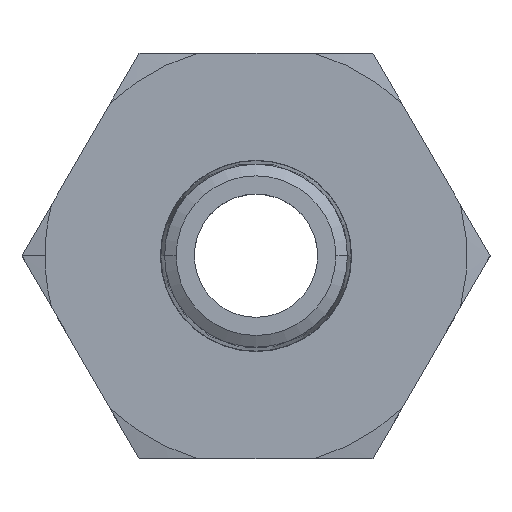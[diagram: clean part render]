
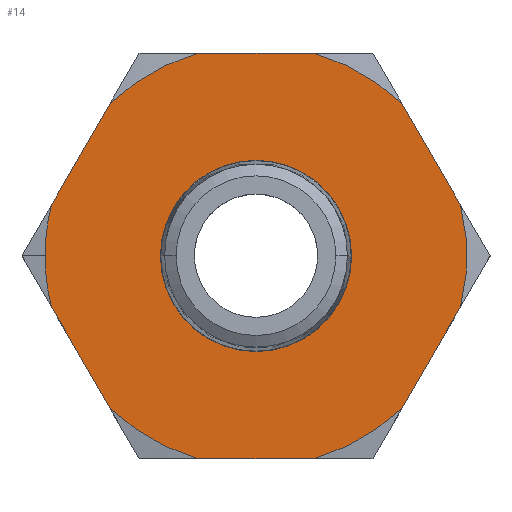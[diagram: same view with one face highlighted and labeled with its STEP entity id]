
A CAD part, top view. The second image highlights one B-rep face of the part: STEP entity #14.
In plain terms, the highlighted planar face has unit normal (0, 0, 1).
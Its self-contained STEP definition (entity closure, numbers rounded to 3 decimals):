
#7 = ORIENTED_EDGE ( 'NONE', *, *, #112, .F. ) ;
#14 = ADVANCED_FACE ( 'NONE', ( #300, #299 ), #302, .F. ) ;
#31 = VERTEX_POINT ( 'NONE', #347 ) ;
#32 = EDGE_CURVE ( 'NONE', #1685, #1724, #334, .T. ) ;
#33 = ORIENTED_EDGE ( 'NONE', *, *, #1722, .T. ) ;
#43 = EDGE_CURVE ( 'NONE', #31, #44, #378, .T. ) ;
#44 = VERTEX_POINT ( 'NONE', #369 ) ;
#46 = EDGE_LOOP ( 'NONE', ( #7, #68 ) ) ;
#54 = ORIENTED_EDGE ( 'NONE', *, *, #56, .T. ) ;
#56 = EDGE_CURVE ( 'NONE', #1714, #1710, #450, .T. ) ;
#58 = EDGE_CURVE ( 'NONE', #1624, #157, #405, .T. ) ;
#59 = ORIENTED_EDGE ( 'NONE', *, *, #1678, .F. ) ;
#60 = EDGE_LOOP ( 'NONE', ( #54, #59, #61, #33, #76, #62, #70, #69, #92, #95, #80, #87, #86 ) ) ;
#61 = ORIENTED_EDGE ( 'NONE', *, *, #32, .T. ) ;
#62 = ORIENTED_EDGE ( 'NONE', *, *, #58, .T. ) ;
#63 = EDGE_CURVE ( 'NONE', #170, #159, #402, .T. ) ;
#68 = ORIENTED_EDGE ( 'NONE', *, *, #43, .F. ) ;
#69 = ORIENTED_EDGE ( 'NONE', *, *, #63, .T. ) ;
#70 = ORIENTED_EDGE ( 'NONE', *, *, #175, .F. ) ;
#76 = ORIENTED_EDGE ( 'NONE', *, *, #1652, .F. ) ;
#80 = ORIENTED_EDGE ( 'NONE', *, *, #798, .F. ) ;
#82 = EDGE_CURVE ( 'NONE', #164, #829, #449, .T. ) ;
#85 = EDGE_CURVE ( 'NONE', #1602, #768, #473, .T. ) ;
#86 = ORIENTED_EDGE ( 'NONE', *, *, #786, .F. ) ;
#87 = ORIENTED_EDGE ( 'NONE', *, *, #85, .T. ) ;
#92 = ORIENTED_EDGE ( 'NONE', *, *, #158, .F. ) ;
#95 = ORIENTED_EDGE ( 'NONE', *, *, #82, .T. ) ;
#112 = EDGE_CURVE ( 'NONE', #44, #31, #497, .T. ) ;
#157 = VERTEX_POINT ( 'NONE', #596 ) ;
#158 = EDGE_CURVE ( 'NONE', #164, #159, #579, .T. ) ;
#159 = VERTEX_POINT ( 'NONE', #573 ) ;
#164 = VERTEX_POINT ( 'NONE', #633 ) ;
#170 = VERTEX_POINT ( 'NONE', #645 ) ;
#175 = EDGE_CURVE ( 'NONE', #170, #157, #646, .T. ) ;
#299 = FACE_OUTER_BOUND ( 'NONE', #60, .T. ) ;
#300 = FACE_BOUND ( 'NONE', #46, .T. ) ;
#301 = AXIS2_PLACEMENT_3D ( 'NONE', #313, #312, #311 ) ;
#302 = PLANE ( 'NONE',  #301 ) ;
#311 = DIRECTION ( 'NONE',  ( -1., 0., 0. ) ) ;
#312 = DIRECTION ( 'NONE',  ( 0., 0., -1. ) ) ;
#313 = CARTESIAN_POINT ( 'NONE',  ( 0., 26.558, 8.069 ) ) ;
#330 = DIRECTION ( 'NONE',  ( 1., 0., 0. ) ) ;
#331 = DIRECTION ( 'NONE',  ( 0., 0., 1. ) ) ;
#332 = CARTESIAN_POINT ( 'NONE',  ( 0., 0., 8.069 ) ) ;
#333 = AXIS2_PLACEMENT_3D ( 'NONE', #332, #331, #330 ) ;
#334 = CIRCLE ( 'NONE', #333, 23.933 ) ;
#347 = CARTESIAN_POINT ( 'NONE',  ( 10.853, 0., 8.069 ) ) ;
#364 = AXIS2_PLACEMENT_3D ( 'NONE', #376, #375, #370 ) ;
#369 = CARTESIAN_POINT ( 'NONE',  ( -10.853, 0., 8.069 ) ) ;
#370 = DIRECTION ( 'NONE',  ( 1., 0., 0. ) ) ;
#375 = DIRECTION ( 'NONE',  ( 0., 0., 1. ) ) ;
#376 = CARTESIAN_POINT ( 'NONE',  ( 0., 0., 8.069 ) ) ;
#378 = CIRCLE ( 'NONE', #364, 10.853 ) ;
#399 = DIRECTION ( 'NONE',  ( 0., 0., 1. ) ) ;
#400 = CARTESIAN_POINT ( 'NONE',  ( 0., 0., 8.069 ) ) ;
#401 = AXIS2_PLACEMENT_3D ( 'NONE', #400, #399, #452 ) ;
#402 = CIRCLE ( 'NONE', #401, 23.933 ) ;
#403 = DIRECTION ( 'NONE',  ( 0., 0., 1. ) ) ;
#404 = AXIS2_PLACEMENT_3D ( 'NONE', #418, #437, #436 ) ;
#405 = CIRCLE ( 'NONE', #404, 23.933 ) ;
#406 = AXIS2_PLACEMENT_3D ( 'NONE', #424, #403, #411 ) ;
#411 = DIRECTION ( 'NONE',  ( 1., 0., 0. ) ) ;
#418 = CARTESIAN_POINT ( 'NONE',  ( 0., 0., 8.069 ) ) ;
#424 = CARTESIAN_POINT ( 'NONE',  ( 0., 0., 8.069 ) ) ;
#436 = DIRECTION ( 'NONE',  ( 1., 0., 0. ) ) ;
#437 = DIRECTION ( 'NONE',  ( 0., 0., 1. ) ) ;
#439 = CARTESIAN_POINT ( 'NONE',  ( 0., 0., 8.069 ) ) ;
#446 = DIRECTION ( 'NONE',  ( 1., 0., 0. ) ) ;
#447 = DIRECTION ( 'NONE',  ( 0., 0., 1. ) ) ;
#448 = AXIS2_PLACEMENT_3D ( 'NONE', #439, #447, #446 ) ;
#449 = CIRCLE ( 'NONE', #448, 23.933 ) ;
#450 = CIRCLE ( 'NONE', #406, 23.933 ) ;
#452 = DIRECTION ( 'NONE',  ( 1., 0., 0. ) ) ;
#457 = DIRECTION ( 'NONE',  ( 1., 0., 0. ) ) ;
#473 = CIRCLE ( 'NONE', #489, 23.933 ) ;
#479 = CARTESIAN_POINT ( 'NONE',  ( 0., 0., 8.069 ) ) ;
#489 = AXIS2_PLACEMENT_3D ( 'NONE', #479, #491, #457 ) ;
#491 = DIRECTION ( 'NONE',  ( 0., 0., 1. ) ) ;
#493 = DIRECTION ( 'NONE',  ( 1., 0., 0. ) ) ;
#494 = DIRECTION ( 'NONE',  ( 0., 0., 1. ) ) ;
#495 = CARTESIAN_POINT ( 'NONE',  ( 0., 0., 8.069 ) ) ;
#496 = AXIS2_PLACEMENT_3D ( 'NONE', #495, #494, #493 ) ;
#497 = CIRCLE ( 'NONE', #496, 10.853 ) ;
#573 = CARTESIAN_POINT ( 'NONE',  ( 16.61, -17.23, 8.069 ) ) ;
#574 = DIRECTION ( 'NONE',  ( -0.5, -0.866, 0. ) ) ;
#575 = VECTOR ( 'NONE', #574, 1000. ) ;
#576 = CARTESIAN_POINT ( 'NONE',  ( 31.419, 8.419, 8.069 ) ) ;
#579 = LINE ( 'NONE', #576, #575 ) ;
#596 = CARTESIAN_POINT ( 'NONE',  ( -6.617, -23., 8.069 ) ) ;
#633 = CARTESIAN_POINT ( 'NONE',  ( 23.227, -5.77, 8.069 ) ) ;
#645 = CARTESIAN_POINT ( 'NONE',  ( 6.617, -23., 8.069 ) ) ;
#646 = LINE ( 'NONE', #654, #653 ) ;
#652 = DIRECTION ( 'NONE',  ( -1., 0., 0. ) ) ;
#653 = VECTOR ( 'NONE', #652, 1000. ) ;
#654 = CARTESIAN_POINT ( 'NONE',  ( 0., -23., 8.069 ) ) ;
#768 = VERTEX_POINT ( 'NONE', #1235 ) ;
#786 = EDGE_CURVE ( 'NONE', #1714, #768, #967, .T. ) ;
#798 = EDGE_CURVE ( 'NONE', #1602, #829, #1025, .T. ) ;
#811 = VERTEX_POINT ( 'NONE', #1125 ) ;
#829 = VERTEX_POINT ( 'NONE', #1154 ) ;
#888 = CARTESIAN_POINT ( 'NONE',  ( -16.61, 17.23, 8.069 ) ) ;
#895 = CARTESIAN_POINT ( 'NONE',  ( -6.617, 23., 8.069 ) ) ;
#919 = CARTESIAN_POINT ( 'NONE',  ( 0., 0., 8.069 ) ) ;
#920 = AXIS2_PLACEMENT_3D ( 'NONE', #919, #935, #934 ) ;
#921 = CIRCLE ( 'NONE', #920, 23.933 ) ;
#925 = CARTESIAN_POINT ( 'NONE',  ( -23.933, 0., 8.069 ) ) ;
#934 = DIRECTION ( 'NONE',  ( 1., 0., 0. ) ) ;
#935 = DIRECTION ( 'NONE',  ( 0., 0., 1. ) ) ;
#965 = VECTOR ( 'NONE', #969, 1000. ) ;
#966 = CARTESIAN_POINT ( 'NONE',  ( 0., 23., 8.069 ) ) ;
#967 = LINE ( 'NONE', #966, #965 ) ;
#969 = DIRECTION ( 'NONE',  ( 1., 0., 0. ) ) ;
#1025 = LINE ( 'NONE', #1030, #1028 ) ;
#1028 = VECTOR ( 'NONE', #1032, 1000. ) ;
#1030 = CARTESIAN_POINT ( 'NONE',  ( 8.419, 31.419, 8.069 ) ) ;
#1032 = DIRECTION ( 'NONE',  ( 0.5, -0.866, 0. ) ) ;
#1109 = DIRECTION ( 'NONE',  ( 0.5, 0.866, 0. ) ) ;
#1110 = VECTOR ( 'NONE', #1109, 1000. ) ;
#1111 = CARTESIAN_POINT ( 'NONE',  ( -8.419, 31.419, 8.069 ) ) ;
#1112 = LINE ( 'NONE', #1111, #1110 ) ;
#1122 = CARTESIAN_POINT ( 'NONE',  ( -23.227, 5.77, 8.069 ) ) ;
#1125 = CARTESIAN_POINT ( 'NONE',  ( -23.227, -5.77, 8.069 ) ) ;
#1154 = CARTESIAN_POINT ( 'NONE',  ( 23.227, 5.77, 8.069 ) ) ;
#1235 = CARTESIAN_POINT ( 'NONE',  ( 6.617, 23., 8.069 ) ) ;
#1387 = CARTESIAN_POINT ( 'NONE',  ( 16.61, 17.23, 8.069 ) ) ;
#1413 = CARTESIAN_POINT ( 'NONE',  ( -16.61, -17.23, 8.069 ) ) ;
#1447 = DIRECTION ( 'NONE',  ( -0.5, 0.866, 0. ) ) ;
#1448 = VECTOR ( 'NONE', #1447, 1000. ) ;
#1449 = CARTESIAN_POINT ( 'NONE',  ( -31.419, 8.419, 8.069 ) ) ;
#1453 = LINE ( 'NONE', #1449, #1448 ) ;
#1602 = VERTEX_POINT ( 'NONE', #1387 ) ;
#1624 = VERTEX_POINT ( 'NONE', #1413 ) ;
#1652 = EDGE_CURVE ( 'NONE', #1624, #811, #1453, .T. ) ;
#1678 = EDGE_CURVE ( 'NONE', #1685, #1710, #1112, .T. ) ;
#1685 = VERTEX_POINT ( 'NONE', #1122 ) ;
#1710 = VERTEX_POINT ( 'NONE', #888 ) ;
#1714 = VERTEX_POINT ( 'NONE', #895 ) ;
#1722 = EDGE_CURVE ( 'NONE', #1724, #811, #921, .T. ) ;
#1724 = VERTEX_POINT ( 'NONE', #925 ) ;
